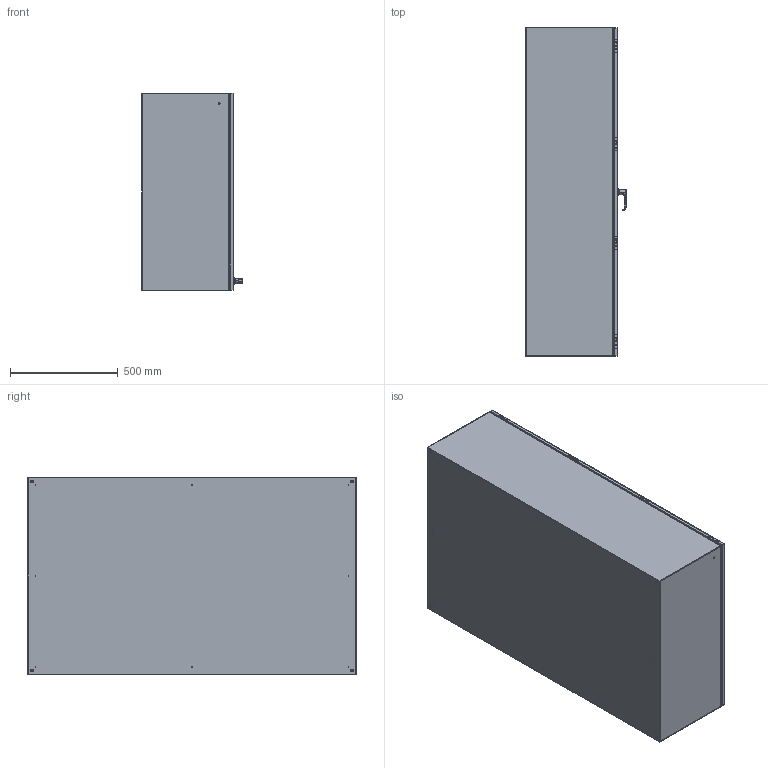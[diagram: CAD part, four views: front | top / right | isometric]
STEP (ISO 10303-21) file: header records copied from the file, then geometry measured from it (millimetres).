
FILE_DESCRIPTION (( 'STEP AP214' ), '1' );
FILE_NAME ('EN4SD603616GY.STEP', '2019-09-19T16:46:39', ( '' ), ( '' ), 'SwSTEP 2.0', 'SolidWorks 2018', '' );
FILE_SCHEMA (( 'AUTOMOTIVE_DESIGN' ));
Length unit declared in the file: inch
Products named in the file (1): EN4SD603616GY
Bounding box: 466.52 x 1524 x 914.39 mm (x, y, z)
Volume: 9952826 mm3; surface area: 11040100.3 mm2
Topology: 63 solids, 64 shells, 1713 faces, 4051 edges, 2524 vertices
Faces by surface type: plane 757, cylinder 634, bspline 227, torus 50, cone 45
Entity records: 111186 total; most frequent: CARTESIAN_POINT 50073, ORIENTED_EDGE 8034, DIRECTION 7589, EDGE_CURVE 4017, AXIS2_PLACEMENT_3D 2722, VERTEX_POINT 2524, VECTOR 2145, LINE 2145
